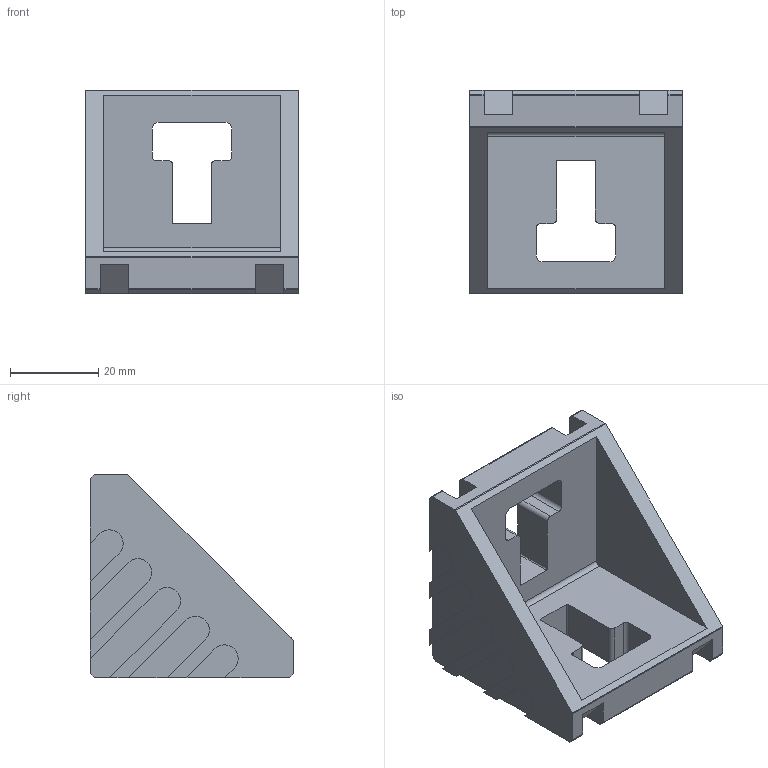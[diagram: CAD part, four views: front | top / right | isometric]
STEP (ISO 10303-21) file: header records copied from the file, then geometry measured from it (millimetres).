
FILE_DESCRIPTION(('STEP AP214'),'1');
FILE_NAME('cctmp_C91C54C2-A996-476C-8078-6B3437564E07_2020_1_13_15_48_47_554..stp','2020-01-13T14:48:47',('Bosch Rexroth AG'),('CADClick - www.CADClick.com'),'Spatial InterOp 3D',' ','unknown authorization - (Healing Option Enabled)');
FILE_SCHEMA(('AUTOMOTIVE_DESIGN'));
Length unit declared in the file: millimetre
Products named in the file (1): 1
Bounding box: 48 x 46 x 46 mm (x, y, z)
Volume: 29641.2 mm3; surface area: 14711.5 mm2
Topology: 1 solids, 1 shells, 197 faces, 582 edges, 384 vertices
Faces by surface type: plane 120, cylinder 77
Entity records: 8190 total; most frequent: CARTESIAN_POINT 1164, ORIENTED_EDGE 1164, DIRECTION 1132, EDGE_CURVE 582, LINE 428, VECTOR 428, VERTEX_POINT 384, AXIS2_PLACEMENT_3D 352
